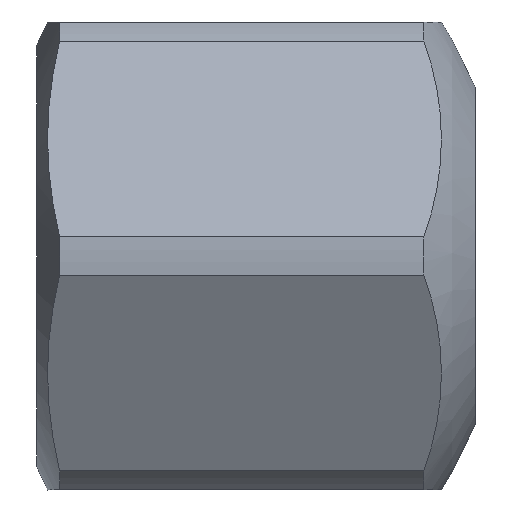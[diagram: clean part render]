
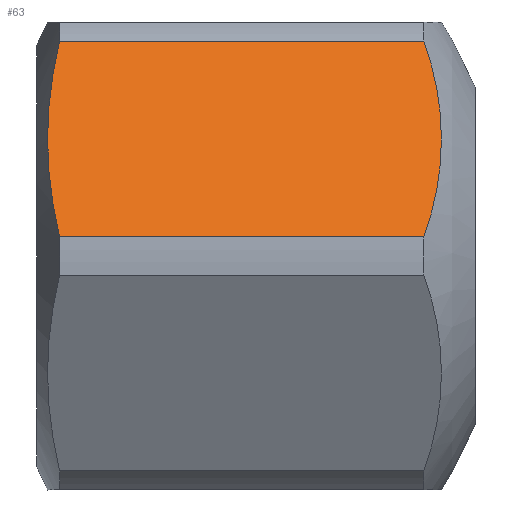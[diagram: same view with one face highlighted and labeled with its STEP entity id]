
A CAD part, front view. The second image highlights one B-rep face of the part: STEP entity #63.
In plain terms, the highlighted planar face has unit normal (0, -0.866, 0.5).
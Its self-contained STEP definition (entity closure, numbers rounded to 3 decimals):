
#63 = ADVANCED_FACE( '', ( #132 ), #133, .F. );
#132 = FACE_OUTER_BOUND( '', #203, .T. );
#133 = PLANE( '', #204 );
#203 = EDGE_LOOP( '', ( #317, #318, #319, #320 ) );
#204 = AXIS2_PLACEMENT_3D( '', #321, #322, #323 );
#317 = ORIENTED_EDGE( '', *, *, #410, .T. );
#318 = ORIENTED_EDGE( '', *, *, #437, .T. );
#319 = ORIENTED_EDGE( '', *, *, #438, .T. );
#320 = ORIENTED_EDGE( '', *, *, #439, .T. );
#321 = CARTESIAN_POINT( '', ( 15., -4.619, 8. ) );
#322 = DIRECTION( '', ( 0., 0.866, -0.5 ) );
#323 = DIRECTION( '', ( 0., 0.5, 0.866 ) );
#410 = EDGE_CURVE( '', #483, #481, #484, .F. );
#437 = EDGE_CURVE( '', #481, #525, #526, .F. );
#438 = EDGE_CURVE( '', #525, #527, #528, .T. );
#439 = EDGE_CURVE( '', #527, #483, #529, .T. );
#481 = VERTEX_POINT( '', #582 );
#483 = VERTEX_POINT( '', #584 );
#484 = CIRCLE( '', #585, 12.689 );
#525 = VERTEX_POINT( '', #658 );
#526 = LINE( '', #659, #660 );
#527 = VERTEX_POINT( '', #661 );
#528 = B_SPLINE_CURVE_WITH_KNOTS( '', 3, ( #662, #663, #664, #665, #666, #667, #668, #669 ), .UNSPECIFIED., .F., .F., ( 4, 2, 2, 4 ), ( 0., 0.004, 0.006, 0.008 ), .UNSPECIFIED. );
#529 = LINE( '', #670, #671 );
#582 = CARTESIAN_POINT( '', ( 13.235, -4.995, 7.348 ) );
#584 = CARTESIAN_POINT( '', ( 13.235, -8.861, 0.652 ) );
#585 = AXIS2_PLACEMENT_3D( '', #724, #725, #726 );
#658 = CARTESIAN_POINT( '', ( 0.786, -4.995, 7.348 ) );
#659 = CARTESIAN_POINT( '', ( 15., -4.995, 7.348 ) );
#660 = VECTOR( '', #761, 1000. );
#661 = CARTESIAN_POINT( '', ( 0.786, -8.861, 0.652 ) );
#662 = CARTESIAN_POINT( '', ( 0.786, -4.995, 7.348 ) );
#663 = CARTESIAN_POINT( '', ( 0.526, -5.636, 6.239 ) );
#664 = CARTESIAN_POINT( '', ( 0.374, -6.278, 5.126 ) );
#665 = CARTESIAN_POINT( '', ( 0.373, -7.245, 3.451 ) );
#666 = CARTESIAN_POINT( '', ( 0.409, -7.569, 2.891 ) );
#667 = CARTESIAN_POINT( '', ( 0.551, -8.216, 1.769 ) );
#668 = CARTESIAN_POINT( '', ( 0.656, -8.54, 1.208 ) );
#669 = CARTESIAN_POINT( '', ( 0.786, -8.861, 0.652 ) );
#670 = CARTESIAN_POINT( '', ( 15., -8.861, 0.652 ) );
#671 = VECTOR( '', #762, 1000. );
#724 = CARTESIAN_POINT( '', ( 1.15, -6.928, 4. ) );
#725 = DIRECTION( '', ( 0., 0.866, -0.5 ) );
#726 = DIRECTION( '', ( 0., 0.5, 0.866 ) );
#761 = DIRECTION( '', ( 1., 0., 0. ) );
#762 = DIRECTION( '', ( 1., 0., 0. ) );
